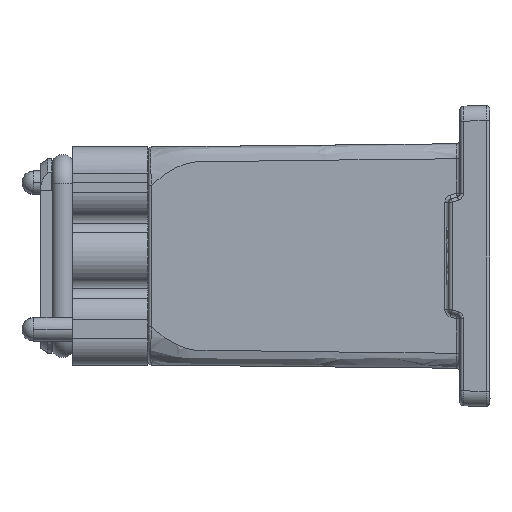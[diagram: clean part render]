
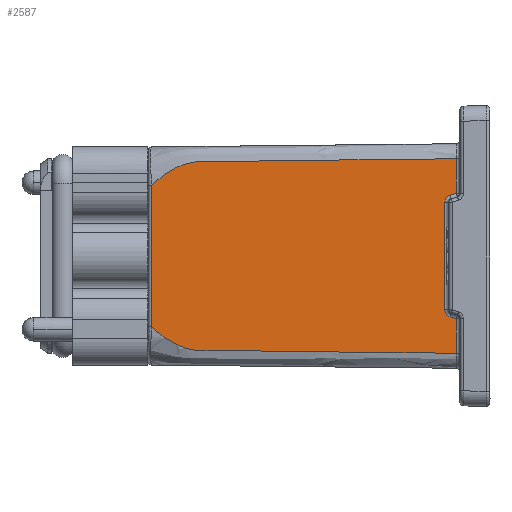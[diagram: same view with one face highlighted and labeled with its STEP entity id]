
A CAD part, left-side view. The second image highlights one B-rep face of the part: STEP entity #2587.
In plain terms, the highlighted planar face has unit normal (-1, 0.011, 0).
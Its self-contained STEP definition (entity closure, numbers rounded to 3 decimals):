
#1529=FACE_OUTER_BOUND('',#8351,.T.);
#2587=ADVANCED_FACE('NONE',(#1529),#3140,.T.);
#3140=PLANE('',#20615);
#4309=LINE('',#39496,#5536);
#4310=LINE('',#39508,#5537);
#4311=LINE('',#39510,#5538);
#4313=LINE('',#39641,#5540);
#4314=LINE('',#39643,#5541);
#4315=LINE('',#39665,#5542);
#5536=VECTOR('',#23810,1.);
#5537=VECTOR('',#23815,1.);
#5538=VECTOR('',#23818,1.);
#5540=VECTOR('',#23822,1.);
#5541=VECTOR('',#23825,1.);
#5542=VECTOR('',#23830,1.);
#6945=B_SPLINE_CURVE_WITH_KNOTS('',3,(#39481,#39482,#39483,#39484),
 .UNSPECIFIED.,.F.,.F.,(4,4),(0.,1.),.UNSPECIFIED.);
#6949=B_SPLINE_CURVE_WITH_KNOTS('',3,(#39503,#39504,#39505,#39506),
 .UNSPECIFIED.,.F.,.F.,(4,4),(0.,1.),.UNSPECIFIED.);
#6951=B_SPLINE_CURVE_WITH_KNOTS('',3,(#39519,#39520,#39521,#39522,#39523,
#39524,#39525,#39526,#39527,#39528,#39529,#39530,#39531,#39532,#39533,#39534,
#39535,#39536,#39537,#39538,#39539,#39540,#39541,#39542,#39543,#39544,#39545,
#39546,#39547,#39548,#39549,#39550),.UNSPECIFIED.,.F.,.F.,(4,1,1,2,2,1,
2,2,1,1,1,2,2,1,1,1,1,2,2,2,4),(0.,0.063,0.094,
0.109,0.125,0.141,0.148,
0.156,0.172,0.18,0.184,
0.186,0.188,0.219,0.234,
0.242,0.246,0.248,0.25,
0.5,1.),.UNSPECIFIED.);
#6983=B_SPLINE_CURVE_WITH_KNOTS('',3,(#40207,#40208,#40209,#40210,#40211,
#40212,#40213,#40214,#40215,#40216,#40217,#40218),.UNSPECIFIED.,.F.,.F.,
(4,2,2,2,2,4),(0.,0.125,0.188,0.25,0.5,
1.),.UNSPECIFIED.);
#8351=EDGE_LOOP('',(#13489,#13490,#13491,#13492,#13493,#13494,#13495,#13496,
#13497,#13498));
#13489=ORIENTED_EDGE('',*,*,#18945,.T.);
#13490=ORIENTED_EDGE('',*,*,#18946,.T.);
#13491=ORIENTED_EDGE('',*,*,#18934,.T.);
#13492=ORIENTED_EDGE('',*,*,#18937,.T.);
#13493=ORIENTED_EDGE('',*,*,#18939,.T.);
#13494=ORIENTED_EDGE('',*,*,#18940,.T.);
#13495=ORIENTED_EDGE('',*,*,#18950,.T.);
#13496=ORIENTED_EDGE('',*,*,#18990,.F.);
#13497=ORIENTED_EDGE('',*,*,#18941,.T.);
#13498=ORIENTED_EDGE('',*,*,#18944,.T.);
#16129=VERTEX_POINT('',#38323);
#16130=VERTEX_POINT('',#38331);
#16133=VERTEX_POINT('',#38370);
#16164=VERTEX_POINT('',#38941);
#16189=VERTEX_POINT('',#39480);
#16190=VERTEX_POINT('',#39485);
#16191=VERTEX_POINT('',#39495);
#16192=VERTEX_POINT('',#39502);
#16193=VERTEX_POINT('',#39511);
#16197=VERTEX_POINT('',#39664);
#18934=EDGE_CURVE('NONE',#16190,#16189,#6945,.T.);
#18937=EDGE_CURVE('NONE',#16189,#16191,#4309,.T.);
#18939=EDGE_CURVE('NONE',#16191,#16192,#6949,.T.);
#18940=EDGE_CURVE('NONE',#16192,#16133,#4310,.T.);
#18941=EDGE_CURVE('NONE',#16193,#16164,#4311,.T.);
#18944=EDGE_CURVE('NONE',#16164,#16129,#6951,.T.);
#18945=EDGE_CURVE('NONE',#16129,#16130,#4313,.T.);
#18946=EDGE_CURVE('NONE',#16130,#16190,#4314,.T.);
#18950=EDGE_CURVE('NONE',#16133,#16197,#4315,.T.);
#18990=EDGE_CURVE('NONE',#16193,#16197,#6983,.T.);
#20615=AXIS2_PLACEMENT_3D('',#40219,#23871,#23872);
#23810=DIRECTION('',(0.,0.,1.));
#23815=DIRECTION('',(-0.01,-0.949,0.316));
#23818=DIRECTION('',(0.,0.,-1.));
#23822=DIRECTION('',(0.,0.,1.));
#23825=DIRECTION('',(0.01,0.949,0.316));
#23830=DIRECTION('',(0.,0.,1.));
#23871=DIRECTION('',(-1.,0.01,0.));
#23872=DIRECTION('',(-0.01,-1.,0.));
#38323=CARTESIAN_POINT('',(29.024,8.99,-65.842));
#38331=CARTESIAN_POINT('',(29.024,8.99,-56.703));
#38370=CARTESIAN_POINT('',(29.024,8.99,-23.262));
#38941=CARTESIAN_POINT('',(29.872,90.011,-58.842));
#39480=CARTESIAN_POINT('',(29.056,11.99,-54.262));
#39481=CARTESIAN_POINT('',(29.041,10.622,-56.159));
#39482=CARTESIAN_POINT('',(29.049,11.445,-55.877));
#39483=CARTESIAN_POINT('',(29.055,11.982,-55.134));
#39484=CARTESIAN_POINT('',(29.055,11.99,-54.262));
#39485=CARTESIAN_POINT('',(29.042,10.622,-56.159));
#39495=CARTESIAN_POINT('',(29.055,11.99,-25.703));
#39496=CARTESIAN_POINT('',(29.055,11.99,-72.955));
#39502=CARTESIAN_POINT('',(29.042,10.622,-23.806));
#39503=CARTESIAN_POINT('',(29.055,11.99,-25.703));
#39504=CARTESIAN_POINT('',(29.055,11.983,-24.834));
#39505=CARTESIAN_POINT('',(29.05,11.447,-24.089));
#39506=CARTESIAN_POINT('',(29.041,10.622,-23.806));
#39508=CARTESIAN_POINT('',(29.041,10.622,-23.806));
#39510=CARTESIAN_POINT('',(29.872,90.011,-72.955));
#39511=CARTESIAN_POINT('',(29.872,90.011,-21.123));
#39519=CARTESIAN_POINT('',(29.872,90.011,-58.842));
#39520=CARTESIAN_POINT('',(29.857,88.582,-60.205));
#39521=CARTESIAN_POINT('',(29.835,86.428,-61.918));
#39522=CARTESIAN_POINT('',(29.808,83.898,-63.336));
#39523=CARTESIAN_POINT('',(29.797,82.809,-63.819));
#39524=CARTESIAN_POINT('',(29.789,82.083,-64.114));
#39525=CARTESIAN_POINT('',(29.786,81.772,-64.23));
#39526=CARTESIAN_POINT('',(29.777,80.939,-64.504));
#39527=CARTESIAN_POINT('',(29.771,80.313,-64.682));
#39528=CARTESIAN_POINT('',(29.764,79.684,-64.819));
#39529=CARTESIAN_POINT('',(29.76,79.263,-64.901));
#39530=CARTESIAN_POINT('',(29.757,79.011,-64.944));
#39531=CARTESIAN_POINT('',(29.752,78.504,-65.021));
#39532=CARTESIAN_POINT('',(29.746,77.928,-65.081));
#39533=CARTESIAN_POINT('',(29.737,77.135,-65.12));
#39534=CARTESIAN_POINT('',(29.733,76.709,-65.132));
#39535=CARTESIAN_POINT('',(29.731,76.52,-65.135));
#39536=CARTESIAN_POINT('',(29.73,76.392,-65.137));
#39537=CARTESIAN_POINT('',(29.728,76.279,-65.138));
#39538=CARTESIAN_POINT('',(29.726,76.,-65.141));
#39539=CARTESIAN_POINT('',(29.717,75.157,-65.149));
#39540=CARTESIAN_POINT('',(29.698,73.385,-65.167));
#39541=CARTESIAN_POINT('',(29.687,72.302,-65.179));
#39542=CARTESIAN_POINT('',(29.681,71.711,-65.185));
#39543=CARTESIAN_POINT('',(29.678,71.447,-65.188));
#39544=CARTESIAN_POINT('',(29.676,71.269,-65.189));
#39545=CARTESIAN_POINT('',(29.675,71.141,-65.191));
#39546=CARTESIAN_POINT('',(29.602,64.179,-65.264));
#39547=CARTESIAN_POINT('',(29.53,57.289,-65.336));
#39548=CARTESIAN_POINT('',(29.313,36.588,-65.552));
#39549=CARTESIAN_POINT('',(29.168,22.788,-65.697));
#39550=CARTESIAN_POINT('',(29.024,8.99,-65.842));
#39641=CARTESIAN_POINT('',(29.024,8.99,-72.955));
#39643=CARTESIAN_POINT('',(29.024,8.99,-56.703));
#39664=CARTESIAN_POINT('',(29.024,8.99,-14.124));
#39665=CARTESIAN_POINT('',(29.024,8.99,-72.955));
#40207=CARTESIAN_POINT('',(29.872,90.011,-21.123));
#40208=CARTESIAN_POINT('',(29.848,87.668,-18.898));
#40209=CARTESIAN_POINT('',(29.819,84.957,-16.879));
#40210=CARTESIAN_POINT('',(29.769,80.14,-15.159));
#40211=CARTESIAN_POINT('',(29.751,78.41,-14.856));
#40212=CARTESIAN_POINT('',(29.714,74.939,-14.806));
#40213=CARTESIAN_POINT('',(29.696,73.203,-14.796));
#40214=CARTESIAN_POINT('',(29.605,64.526,-14.704));
#40215=CARTESIAN_POINT('',(29.533,57.584,-14.633));
#40216=CARTESIAN_POINT('',(29.315,36.758,-14.414));
#40217=CARTESIAN_POINT('',(29.169,22.874,-14.269));
#40218=CARTESIAN_POINT('',(29.024,8.99,-14.124));
#40219=CARTESIAN_POINT('',(29.883,91.,-72.955));
